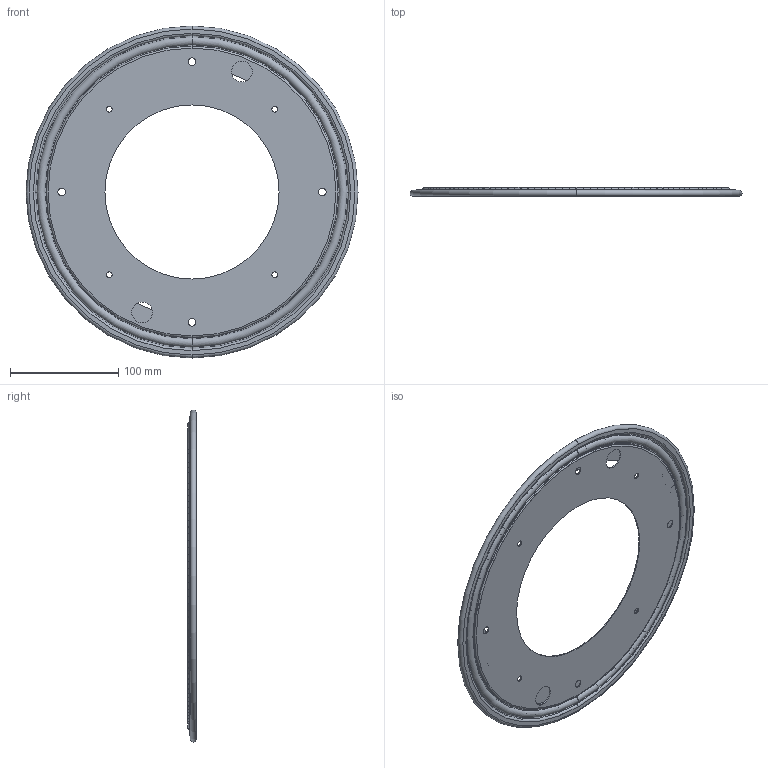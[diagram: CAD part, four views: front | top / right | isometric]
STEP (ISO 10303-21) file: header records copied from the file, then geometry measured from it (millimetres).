
FILE_DESCRIPTION (( 'STEP AP203' ), '1' );
FILE_NAME ('12C.STEP', '2013-08-16T17:48:37', ( 'Shawn' ), ( 'Microsoft' ), 'SwSTEP 2.0', 'SolidWorks 2012', '' );
FILE_SCHEMA (( 'CONFIG_CONTROL_DESIGN' ));
Length unit declared in the file: inch
Products named in the file (4): MSTR 12 Inch Locking Race_1865a; MSTR Suzie Ball_Balls12; 12C; MSTR 12 Inch Plain Race_1866
Assembly tree (138 placements, depth 2):
  12C
    MSTR 12 Inch Locking Race_1865a
    MSTR 12 Inch Plain Race_1866
    MSTR Suzie Ball_Balls12  x136
Bounding box: 306.54 x 7.95 x 306.54 mm (x, y, z)
Volume: 99628.2 mm3; surface area: 214563.7 mm2
Topology: 144 solids, 144 shells, 412 faces, 1270 edges, 876 vertices
Faces by surface type: sphere 272, cylinder 60, torus 40, plane 24, cone 16
Entity records: 8848 total; most frequent: DIRECTION 1072, CARTESIAN_POINT 861, ORIENTED_EDGE 640, AXIS2_PLACEMENT_3D 489, EDGE_CURVE 320, DATE_AND_TIME 296, COORDINATED_UNIVERSAL_TIME_OFFSET 296, LOCAL_TIME 296
